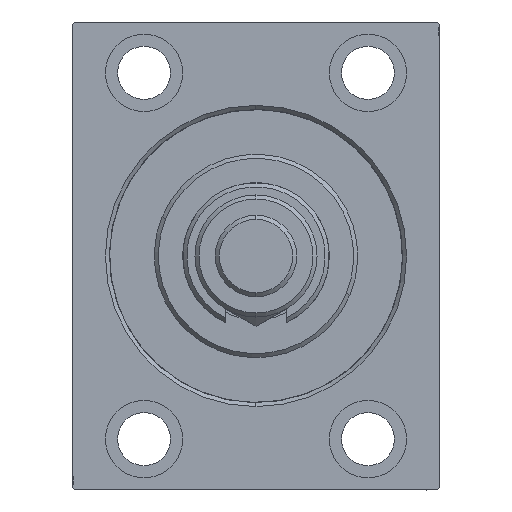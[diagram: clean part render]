
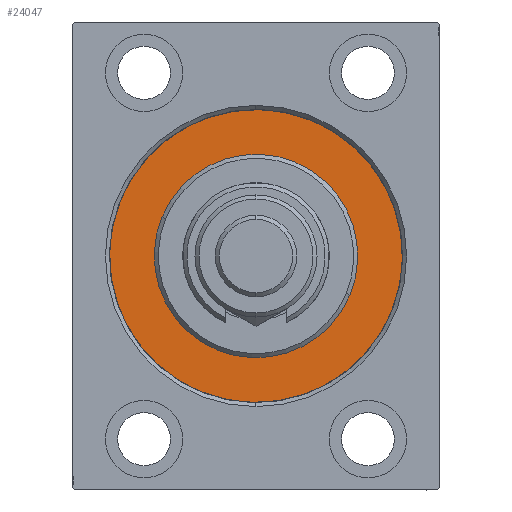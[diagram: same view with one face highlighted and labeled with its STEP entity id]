
A CAD part, left-side view. The second image highlights one B-rep face of the part: STEP entity #24047.
In plain terms, the highlighted face is planar.
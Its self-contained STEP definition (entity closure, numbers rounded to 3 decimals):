
#530 = DIRECTION ( 'NONE',  ( 0., 0., -1. ) ) ;
#996 = CARTESIAN_POINT ( 'NONE',  ( 0., 0., 0. ) ) ;
#2586 = EDGE_LOOP ( 'NONE', ( #5931, #41977 ) ) ;
#3035 = DIRECTION ( 'NONE',  ( -1., 0., 0. ) ) ;
#5931 = ORIENTED_EDGE ( 'NONE', *, *, #46339, .F. ) ;
#6556 = CARTESIAN_POINT ( 'NONE',  ( 0., 0., 0. ) ) ;
#7073 = DIRECTION ( 'NONE',  ( -1., 0., 0. ) ) ;
#8684 = VERTEX_POINT ( 'NONE', #12938 ) ;
#9770 = EDGE_CURVE ( 'NONE', #44016, #29055, #38576, .T. ) ;
#11496 = DIRECTION ( 'NONE',  ( 0., 0., 1. ) ) ;
#11817 = DIRECTION ( 'NONE',  ( -1., 0., 0. ) ) ;
#12606 = AXIS2_PLACEMENT_3D ( 'NONE', #996, #32842, #530 ) ;
#12938 = CARTESIAN_POINT ( 'NONE',  ( 0., 0., -25. ) ) ;
#14643 = CARTESIAN_POINT ( 'NONE',  ( 0., 0., 0. ) ) ;
#15094 = PLANE ( 'NONE',  #27017 ) ;
#17373 = EDGE_LOOP ( 'NONE', ( #38551, #43439 ) ) ;
#17757 = CIRCLE ( 'NONE', #44116, 36. ) ;
#18224 = CARTESIAN_POINT ( 'NONE',  ( 0., 0., 0. ) ) ;
#20107 = EDGE_CURVE ( 'NONE', #8684, #33214, #32960, .T. ) ;
#22023 = AXIS2_PLACEMENT_3D ( 'NONE', #6556, #3035, #11496 ) ;
#22583 = CARTESIAN_POINT ( 'NONE',  ( 0., 0., 25. ) ) ;
#22669 = DIRECTION ( 'NONE',  ( 0., 0., 1. ) ) ;
#24047 = ADVANCED_FACE ( 'NONE', ( #29239, #25692 ), #15094, .F. ) ;
#24999 = DIRECTION ( 'NONE',  ( 0., 0., -1. ) ) ;
#25692 = FACE_OUTER_BOUND ( 'NONE', #2586, .T. ) ;
#27017 = AXIS2_PLACEMENT_3D ( 'NONE', #28776, #7073, #43650 ) ;
#27104 = AXIS2_PLACEMENT_3D ( 'NONE', #14643, #43431, #24999 ) ;
#27996 = EDGE_CURVE ( 'NONE', #33214, #8684, #32412, .T. ) ;
#28776 = CARTESIAN_POINT ( 'NONE',  ( 0., 0., 0. ) ) ;
#29055 = VERTEX_POINT ( 'NONE', #36563 ) ;
#29239 = FACE_BOUND ( 'NONE', #17373, .T. ) ;
#31062 = CARTESIAN_POINT ( 'NONE',  ( 0., 0., 36. ) ) ;
#32412 = CIRCLE ( 'NONE', #27104, 25. ) ;
#32842 = DIRECTION ( 'NONE',  ( 1., 0., 0. ) ) ;
#32960 = CIRCLE ( 'NONE', #12606, 25. ) ;
#33214 = VERTEX_POINT ( 'NONE', #22583 ) ;
#36563 = CARTESIAN_POINT ( 'NONE',  ( 0., 0., -36. ) ) ;
#38551 = ORIENTED_EDGE ( 'NONE', *, *, #27996, .F. ) ;
#38576 = CIRCLE ( 'NONE', #22023, 36. ) ;
#41977 = ORIENTED_EDGE ( 'NONE', *, *, #9770, .F. ) ;
#43431 = DIRECTION ( 'NONE',  ( 1., 0., 0. ) ) ;
#43439 = ORIENTED_EDGE ( 'NONE', *, *, #20107, .F. ) ;
#43650 = DIRECTION ( 'NONE',  ( 0., 0., 1. ) ) ;
#44016 = VERTEX_POINT ( 'NONE', #31062 ) ;
#44116 = AXIS2_PLACEMENT_3D ( 'NONE', #18224, #11817, #22669 ) ;
#46339 = EDGE_CURVE ( 'NONE', #29055, #44016, #17757, .T. ) ;
